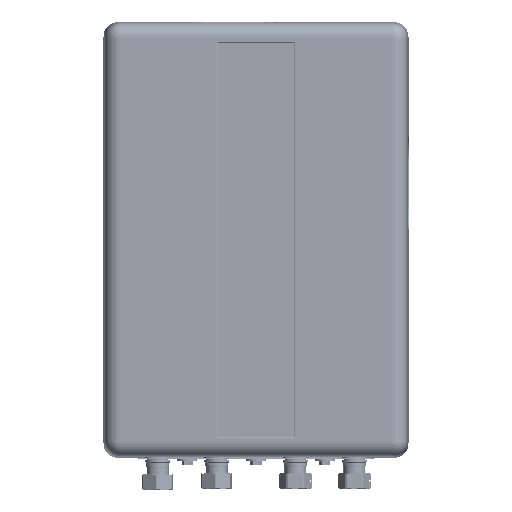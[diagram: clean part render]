
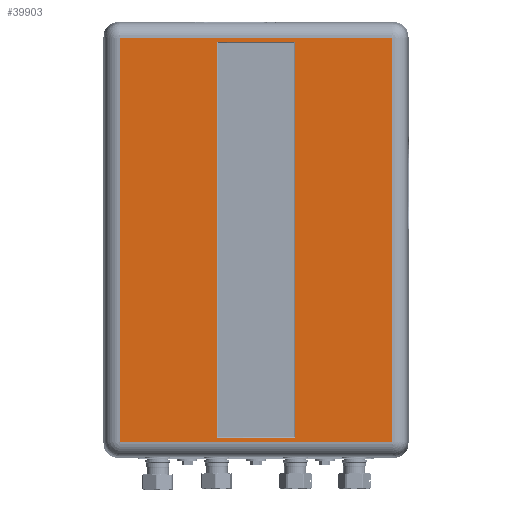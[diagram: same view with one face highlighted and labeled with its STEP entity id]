
A CAD part, top view. The second image highlights one B-rep face of the part: STEP entity #39903.
In plain terms, the highlighted planar face has unit normal (0, 0, 1).
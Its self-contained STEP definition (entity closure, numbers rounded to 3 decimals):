
#1936 = VECTOR ( 'NONE', #142364, 1000. ) ;
#5813 = CARTESIAN_POINT ( 'NONE',  ( -138.686, 16.314, 130. ) ) ;
#7902 = LINE ( 'NONE', #165910, #172753 ) ;
#8718 = DIRECTION ( 'NONE',  ( 1., 0., 0. ) ) ;
#8949 = VECTOR ( 'NONE', #62189, 1000. ) ;
#12020 = VERTEX_POINT ( 'NONE', #207844 ) ;
#13396 = CARTESIAN_POINT ( 'NONE',  ( -138.686, 426.686, 130. ) ) ;
#15232 = EDGE_LOOP ( 'NONE', ( #113864, #101921, #61370, #198899 ) ) ;
#15280 = CARTESIAN_POINT ( 'NONE',  ( 138.686, 16.314, 130. ) ) ;
#18462 = CARTESIAN_POINT ( 'NONE',  ( 38.25, 423., 130. ) ) ;
#26602 = EDGE_CURVE ( 'NONE', #53162, #58583, #28136, .T. ) ;
#26752 = VECTOR ( 'NONE', #165443, 1000. ) ;
#27078 = ORIENTED_EDGE ( 'NONE', *, *, #237451, .T. ) ;
#28136 = LINE ( 'NONE', #126487, #26752 ) ;
#28150 = DIRECTION ( 'NONE',  ( 0., 0., 1. ) ) ;
#31312 = EDGE_CURVE ( 'NONE', #234734, #126913, #7902, .T. ) ;
#38953 = CARTESIAN_POINT ( 'NONE',  ( -39.75, 421.5, 130. ) ) ;
#39903 = ADVANCED_FACE ( 'NONE', ( #87758, #166719 ), #205577, .T. ) ;
#40506 = DIRECTION ( 'NONE',  ( -1., 0., 0. ) ) ;
#46439 = LINE ( 'NONE', #182485, #1936 ) ;
#49236 = EDGE_LOOP ( 'NONE', ( #27078, #188565, #140131, #155601 ) ) ;
#53162 = VERTEX_POINT ( 'NONE', #13396 ) ;
#55635 = DIRECTION ( 'NONE',  ( 1., 0., 0. ) ) ;
#58583 = VERTEX_POINT ( 'NONE', #5813 ) ;
#61370 = ORIENTED_EDGE ( 'NONE', *, *, #146492, .T. ) ;
#62189 = DIRECTION ( 'NONE',  ( 0., 1., 0. ) ) ;
#63646 = EDGE_CURVE ( 'NONE', #135551, #12020, #139935, .T. ) ;
#70866 = VECTOR ( 'NONE', #40506, 1000. ) ;
#87758 = FACE_BOUND ( 'NONE', #15232, .T. ) ;
#97476 = LINE ( 'NONE', #18462, #254958 ) ;
#101921 = ORIENTED_EDGE ( 'NONE', *, *, #31312, .T. ) ;
#113864 = ORIENTED_EDGE ( 'NONE', *, *, #226106, .T. ) ;
#115660 = EDGE_CURVE ( 'NONE', #227747, #235979, #219988, .T. ) ;
#126487 = CARTESIAN_POINT ( 'NONE',  ( -138.686, 1.702, 130. ) ) ;
#126913 = VERTEX_POINT ( 'NONE', #201114 ) ;
#135551 = VERTEX_POINT ( 'NONE', #155860 ) ;
#139935 = LINE ( 'NONE', #38953, #8949 ) ;
#140131 = ORIENTED_EDGE ( 'NONE', *, *, #203988, .T. ) ;
#142364 = DIRECTION ( 'NONE',  ( -1., 0., 0. ) ) ;
#146492 = EDGE_CURVE ( 'NONE', #126913, #135551, #46439, .T. ) ;
#147275 = CARTESIAN_POINT ( 'NONE',  ( 0., 0., 130. ) ) ;
#155265 = CARTESIAN_POINT ( 'NONE',  ( 138.686, 441.298, 130. ) ) ;
#155601 = ORIENTED_EDGE ( 'NONE', *, *, #115660, .T. ) ;
#155860 = CARTESIAN_POINT ( 'NONE',  ( -39.75, 20., 130. ) ) ;
#159080 = DIRECTION ( 'NONE',  ( 0., 1., 0. ) ) ;
#165443 = DIRECTION ( 'NONE',  ( 0., -1., 0. ) ) ;
#165910 = CARTESIAN_POINT ( 'NONE',  ( 39.75, 21.5, 130. ) ) ;
#166719 = FACE_OUTER_BOUND ( 'NONE', #49236, .T. ) ;
#168261 = CARTESIAN_POINT ( 'NONE',  ( 138.686, 426.686, 130. ) ) ;
#172753 = VECTOR ( 'NONE', #222966, 1000. ) ;
#182485 = CARTESIAN_POINT ( 'NONE',  ( -38.25, 20., 130. ) ) ;
#188565 = ORIENTED_EDGE ( 'NONE', *, *, #26602, .T. ) ;
#191664 = LINE ( 'NONE', #251303, #227526 ) ;
#198899 = ORIENTED_EDGE ( 'NONE', *, *, #63646, .T. ) ;
#199790 = LINE ( 'NONE', #219286, #70866 ) ;
#201114 = CARTESIAN_POINT ( 'NONE',  ( 39.75, 20., 130. ) ) ;
#203988 = EDGE_CURVE ( 'NONE', #58583, #227747, #191664, .T. ) ;
#205577 = PLANE ( 'NONE',  #213301 ) ;
#207844 = CARTESIAN_POINT ( 'NONE',  ( -39.75, 423., 130. ) ) ;
#210264 = CARTESIAN_POINT ( 'NONE',  ( 39.75, 423., 130. ) ) ;
#213301 = AXIS2_PLACEMENT_3D ( 'NONE', #147275, #28150, #8718 ) ;
#219286 = CARTESIAN_POINT ( 'NONE',  ( -153.298, 426.686, 130. ) ) ;
#219988 = LINE ( 'NONE', #155265, #220628 ) ;
#220628 = VECTOR ( 'NONE', #159080, 1000. ) ;
#222966 = DIRECTION ( 'NONE',  ( 0., -1., 0. ) ) ;
#226106 = EDGE_CURVE ( 'NONE', #12020, #234734, #97476, .T. ) ;
#227526 = VECTOR ( 'NONE', #55635, 1000. ) ;
#227747 = VERTEX_POINT ( 'NONE', #15280 ) ;
#234734 = VERTEX_POINT ( 'NONE', #210264 ) ;
#234813 = DIRECTION ( 'NONE',  ( 1., 0., 0. ) ) ;
#235979 = VERTEX_POINT ( 'NONE', #168261 ) ;
#237451 = EDGE_CURVE ( 'NONE', #235979, #53162, #199790, .T. ) ;
#251303 = CARTESIAN_POINT ( 'NONE',  ( 153.298, 16.314, 130. ) ) ;
#254958 = VECTOR ( 'NONE', #234813, 1000. ) ;
